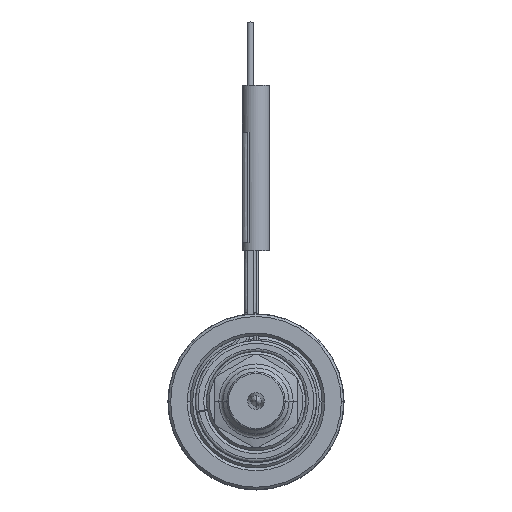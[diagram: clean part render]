
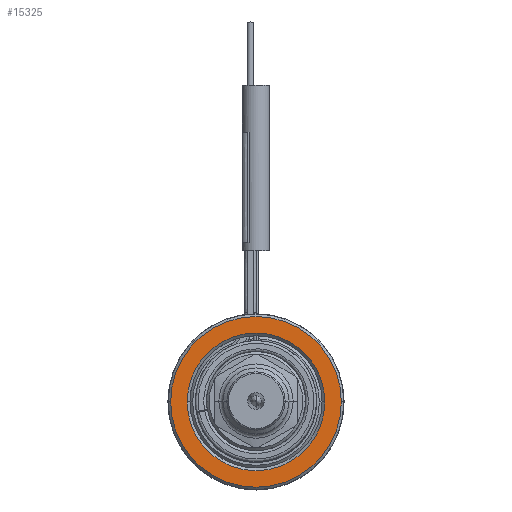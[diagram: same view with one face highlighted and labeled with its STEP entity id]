
A CAD part, top view. The second image highlights one B-rep face of the part: STEP entity #15325.
In plain terms, the highlighted planar face has unit normal (0, 0, 1).
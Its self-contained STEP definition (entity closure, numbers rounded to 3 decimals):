
#5072=CARTESIAN_POINT('',(0.,0.,25.));
#5073=DIRECTION('',(0.,0.,-1.));
#5074=DIRECTION('',(-1.,0.,0.));
#5075=AXIS2_PLACEMENT_3D('',#5072,#5073,#5074);
#5086=CARTESIAN_POINT('',(0.,0.,25.));
#5087=DIRECTION('',(0.,0.,-1.));
#5088=DIRECTION('',(1.,0.,0.));
#5089=AXIS2_PLACEMENT_3D('',#5086,#5087,#5088);
#5100=CARTESIAN_POINT('',(0.,0.,
25.));
#5101=DIRECTION('',(0.,0.,-1.));
#5102=DIRECTION('',(1.,0.,0.));
#5103=AXIS2_PLACEMENT_3D('',#5100,#5101,#5102);
#5114=CARTESIAN_POINT('',(0.,0.,25.));
#5115=DIRECTION('',(0.,0.,-1.));
#5116=DIRECTION('',(-1.,0.,0.));
#5117=AXIS2_PLACEMENT_3D('',#5114,#5115,#5116);
#6954=CARTESIAN_POINT('',(15.5,0.,25.));
#6955=CARTESIAN_POINT('',(-15.5,0.,
25.));
#6956=VERTEX_POINT('',#6954);
#6957=VERTEX_POINT('',#6955);
#6958=CARTESIAN_POINT('',(12.5,0.,25.));
#6959=CARTESIAN_POINT('',(-12.5,0.,25.));
#6960=VERTEX_POINT('',#6958);
#6961=VERTEX_POINT('',#6959);
#15310=CARTESIAN_POINT('',(0.,0.,25.));
#15311=DIRECTION('',(0.,0.,1.));
#15312=DIRECTION('',(-1.,0.,0.));
#15313=AXIS2_PLACEMENT_3D('',#15310,#15311,#15312);
#15314=PLANE('',#15313);
#15315=ORIENTED_EDGE('',*,*,#15292,.T.);
#15316=ORIENTED_EDGE('',*,*,#15277,.T.);
#15317=EDGE_LOOP('',(#15315,#15316));
#15318=FACE_OUTER_BOUND('',#15317,.F.);
#15320=ORIENTED_EDGE('',*,*,#15319,.F.);
#15322=ORIENTED_EDGE('',*,*,#15321,.F.);
#15323=EDGE_LOOP('',(#15320,#15322));
#15324=FACE_BOUND('',#15323,.F.);
#5076=CIRCLE('',#5075,15.5);
#5090=CIRCLE('',#5089,15.5);
#5104=CIRCLE('',#5103,12.5);
#5118=CIRCLE('',#5117,12.5);
#15277=EDGE_CURVE('',#6957,#6956,#5076,.T.);
#15292=EDGE_CURVE('',#6956,#6957,#5090,.T.);
#15319=EDGE_CURVE('',#6960,#6961,#5104,.T.);
#15321=EDGE_CURVE('',#6961,#6960,#5118,.T.);
#15325=ADVANCED_FACE('',(#15318,#15324),#15314,.T.);
